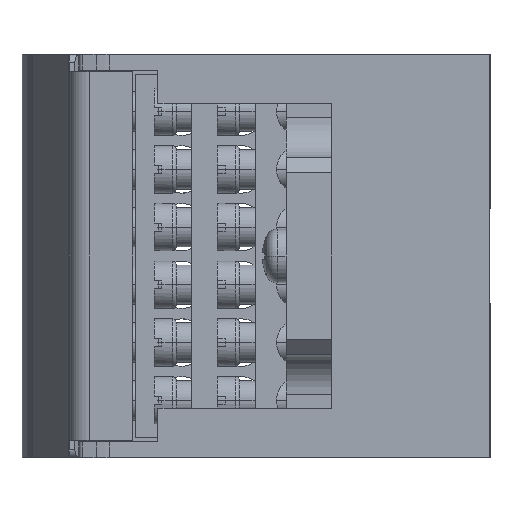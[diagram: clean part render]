
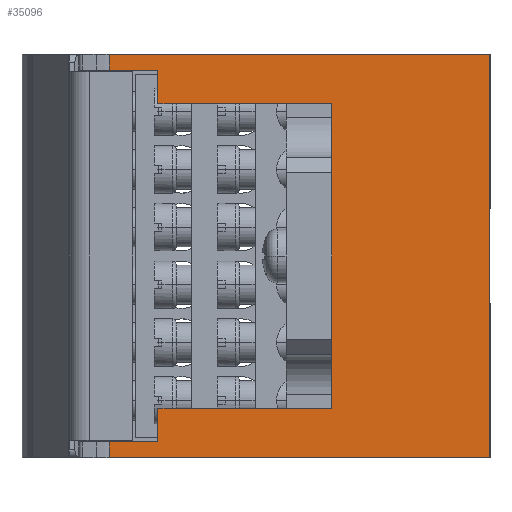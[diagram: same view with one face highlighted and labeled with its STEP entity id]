
A CAD part, left-side view. The second image highlights one B-rep face of the part: STEP entity #35096.
In plain terms, the highlighted planar face has unit normal (-1, 0, 0).
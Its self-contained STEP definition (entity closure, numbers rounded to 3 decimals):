
#820=DIRECTION('',(0.,0.,-1.));
#821=VECTOR('',#820,6.75);
#822=CARTESIAN_POINT('',(-21.,20.,-12.5));
#823=LINE('',#822,#821);
#836=DIRECTION('',(0.,0.,-1.));
#837=VECTOR('',#836,6.75);
#838=CARTESIAN_POINT('',(-21.,20.,19.25));
#839=LINE('',#838,#837);
#10827=DIRECTION('',(0.,0.,1.));
#10828=VECTOR('',#10827,25.);
#10829=CARTESIAN_POINT('',(-21.,20.,-12.5));
#10830=LINE('',#10829,#10828);
#10831=DIRECTION('',(0.,1.,0.));
#10832=VECTOR('',#10831,6.172);
#10833=CARTESIAN_POINT('',(-21.,42.,23.5));
#10834=LINE('',#10833,#10832);
#10835=DIRECTION('',(0.,0.,1.));
#10836=VECTOR('',#10835,2.);
#10837=CARTESIAN_POINT('',(-21.,48.172,23.5));
#10838=LINE('',#10837,#10836);
#10839=DIRECTION('',(0.,-1.,0.));
#10840=VECTOR('',#10839,48.172);
#10841=CARTESIAN_POINT('',(-21.,48.172,25.5));
#10842=LINE('',#10841,#10840);
#10843=DIRECTION('',(0.,1.,0.));
#10844=VECTOR('',#10843,48.172);
#10845=CARTESIAN_POINT('',(-21.,0.,-25.5));
#10846=LINE('',#10845,#10844);
#10847=DIRECTION('',(0.,-1.,0.));
#10848=VECTOR('',#10847,6.172);
#10849=CARTESIAN_POINT('',(-21.,48.172,-23.5));
#10850=LINE('',#10849,#10848);
#10855=DIRECTION('',(0.,-1.,0.));
#10856=VECTOR('',#10855,22.);
#10857=CARTESIAN_POINT('',(-21.,42.,19.25));
#10858=LINE('',#10857,#10856);
#10867=DIRECTION('',(0.,0.,-1.));
#10868=VECTOR('',#10867,4.25);
#10869=CARTESIAN_POINT('',(-21.,42.,23.5));
#10870=LINE('',#10869,#10868);
#12503=DIRECTION('',(0.,0.,-1.));
#12504=VECTOR('',#12503,2.);
#12505=CARTESIAN_POINT('',(-21.,48.172,-23.5));
#12506=LINE('',#12505,#12504);
#12821=DIRECTION('',(0.,0.,1.));
#12822=VECTOR('',#12821,51.);
#12823=CARTESIAN_POINT('',(-21.,0.,-25.5));
#12824=LINE('',#12823,#12822);
#13813=DIRECTION('',(0.,0.,-1.));
#13814=VECTOR('',#13813,4.25);
#13815=CARTESIAN_POINT('',(-21.,42.,-19.25));
#13816=LINE('',#13815,#13814);
#13837=DIRECTION('',(0.,1.,0.));
#13838=VECTOR('',#13837,22.);
#13839=CARTESIAN_POINT('',(-21.,20.,-19.25));
#13840=LINE('',#13839,#13838);
#14348=CARTESIAN_POINT('',(-21.,48.172,-25.5));
#14349=VERTEX_POINT('',#14348);
#14350=CARTESIAN_POINT('',(-21.,0.,-25.5));
#14351=VERTEX_POINT('',#14350);
#14418=CARTESIAN_POINT('',(-21.,48.172,23.5));
#14419=VERTEX_POINT('',#14418);
#14421=CARTESIAN_POINT('',(-21.,42.,23.5));
#14423=VERTEX_POINT('',#14421);
#14496=CARTESIAN_POINT('',(-21.,0.,25.5));
#14497=VERTEX_POINT('',#14496);
#14498=CARTESIAN_POINT('',(-21.,48.172,25.5));
#14499=VERTEX_POINT('',#14498);
#14526=CARTESIAN_POINT('',(-21.,48.172,-23.5));
#14528=VERTEX_POINT('',#14526);
#14542=CARTESIAN_POINT('',(-21.,42.,-23.5));
#14543=VERTEX_POINT('',#14542);
#14544=CARTESIAN_POINT('',(-21.,42.,-19.25));
#14545=VERTEX_POINT('',#14544);
#14546=CARTESIAN_POINT('',(-21.,20.,-19.25));
#14547=VERTEX_POINT('',#14546);
#14548=CARTESIAN_POINT('',(-21.,42.,19.25));
#14549=CARTESIAN_POINT('',(-21.,20.,19.25));
#14550=VERTEX_POINT('',#14548);
#14551=VERTEX_POINT('',#14549);
#17550=CARTESIAN_POINT('',(-21.,20.,-12.5));
#17551=CARTESIAN_POINT('',(-21.,20.,12.5));
#17552=VERTEX_POINT('',#17550);
#17553=VERTEX_POINT('',#17551);
#35064=CARTESIAN_POINT('',(-21.,24.086,0.));
#35065=DIRECTION('',(1.,0.,0.));
#35066=DIRECTION('',(0.,-1.,0.));
#35067=AXIS2_PLACEMENT_3D('',#35064,#35065,#35066);
#35068=PLANE('',#35067);
#35069=ORIENTED_EDGE('',*,*,#19096,.T.);
#35070=ORIENTED_EDGE('',*,*,#18983,.F.);
#35072=ORIENTED_EDGE('',*,*,#35071,.F.);
#35074=ORIENTED_EDGE('',*,*,#35073,.F.);
#35076=ORIENTED_EDGE('',*,*,#35075,.T.);
#35078=ORIENTED_EDGE('',*,*,#35077,.T.);
#35080=ORIENTED_EDGE('',*,*,#35079,.T.);
#35082=ORIENTED_EDGE('',*,*,#35081,.F.);
#35084=ORIENTED_EDGE('',*,*,#35083,.T.);
#35086=ORIENTED_EDGE('',*,*,#35085,.F.);
#35088=ORIENTED_EDGE('',*,*,#35087,.T.);
#35090=ORIENTED_EDGE('',*,*,#35089,.F.);
#35092=ORIENTED_EDGE('',*,*,#35091,.F.);
#35093=ORIENTED_EDGE('',*,*,#18967,.F.);
#35094=EDGE_LOOP('',(#35069,#35070,#35072,#35074,#35076,#35078,#35080,#35082,
#35084,#35086,#35088,#35090,#35092,#35093));
#35095=FACE_OUTER_BOUND('',#35094,.F.);
#18967=EDGE_CURVE('',#17552,#14547,#823,.T.);
#18983=EDGE_CURVE('',#14551,#17553,#839,.T.);
#19096=EDGE_CURVE('',#17552,#17553,#10830,.T.);
#35071=EDGE_CURVE('',#14550,#14551,#10858,.T.);
#35073=EDGE_CURVE('',#14423,#14550,#10870,.T.);
#35075=EDGE_CURVE('',#14423,#14419,#10834,.T.);
#35077=EDGE_CURVE('',#14419,#14499,#10838,.T.);
#35079=EDGE_CURVE('',#14499,#14497,#10842,.T.);
#35081=EDGE_CURVE('',#14351,#14497,#12824,.T.);
#35083=EDGE_CURVE('',#14351,#14349,#10846,.T.);
#35085=EDGE_CURVE('',#14528,#14349,#12506,.T.);
#35087=EDGE_CURVE('',#14528,#14543,#10850,.T.);
#35089=EDGE_CURVE('',#14545,#14543,#13816,.T.);
#35091=EDGE_CURVE('',#14547,#14545,#13840,.T.);
#35096=ADVANCED_FACE('',(#35095),#35068,.F.);
